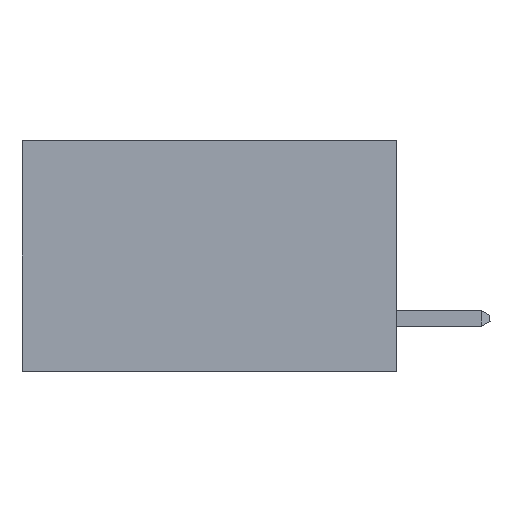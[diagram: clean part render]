
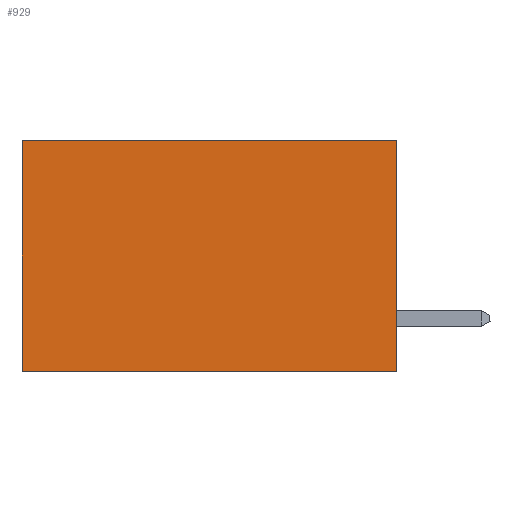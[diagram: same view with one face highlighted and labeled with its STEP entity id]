
A CAD part, left-side view. The second image highlights one B-rep face of the part: STEP entity #929.
In plain terms, the highlighted planar face has unit normal (-1, 0, 0).
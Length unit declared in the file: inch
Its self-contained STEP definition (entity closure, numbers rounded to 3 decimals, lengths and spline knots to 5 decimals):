
#876 = CARTESIAN_POINT ( 'NONE',  ( 0.298, 0.6, 0. ) ) ;
#929 = ADVANCED_FACE ( 'NONE', ( #19960 ), #23180, .F. ) ;
#1558 = VERTEX_POINT ( 'NONE', #3694 ) ;
#1568 = LINE ( 'NONE', #18275, #2855 ) ;
#2063 = LINE ( 'NONE', #876, #23749 ) ;
#2855 = VECTOR ( 'NONE', #20800, 39.37008 ) ;
#3561 = LINE ( 'NONE', #18770, #21458 ) ;
#3694 = CARTESIAN_POINT ( 'NONE',  ( 0.298, 0.6, 0. ) ) ;
#4571 = CARTESIAN_POINT ( 'NONE',  ( 0.298, 0., 0. ) ) ;
#5481 = EDGE_CURVE ( 'NONE', #1558, #9799, #2063, .T. ) ;
#5664 = EDGE_LOOP ( 'NONE', ( #11210, #24452, #20785, #17772 ) ) ;
#9799 = VERTEX_POINT ( 'NONE', #13908 ) ;
#10900 = EDGE_CURVE ( 'NONE', #18166, #19005, #25245, .T. ) ;
#11117 = CARTESIAN_POINT ( 'NONE',  ( 0.298, 0., 0. ) ) ;
#11201 = DIRECTION ( 'NONE',  ( 0., 0., -1. ) ) ;
#11210 = ORIENTED_EDGE ( 'NONE', *, *, #5481, .T. ) ;
#13908 = CARTESIAN_POINT ( 'NONE',  ( 0.298, 0.6, -0.37 ) ) ;
#16146 = CARTESIAN_POINT ( 'NONE',  ( 0.298, 0., 0. ) ) ;
#17772 = ORIENTED_EDGE ( 'NONE', *, *, #24957, .T. ) ;
#18166 = VERTEX_POINT ( 'NONE', #16146 ) ;
#18275 = CARTESIAN_POINT ( 'NONE',  ( 0.298, 0., 0. ) ) ;
#18770 = CARTESIAN_POINT ( 'NONE',  ( 0.298, 0., -0.37 ) ) ;
#18896 = DIRECTION ( 'NONE',  ( 0., 0., -1. ) ) ;
#19005 = VERTEX_POINT ( 'NONE', #20773 ) ;
#19106 = EDGE_CURVE ( 'NONE', #19005, #9799, #3561, .T. ) ;
#19393 = DIRECTION ( 'NONE',  ( 1., 0., 0. ) ) ;
#19960 = FACE_OUTER_BOUND ( 'NONE', #5664, .T. ) ;
#20773 = CARTESIAN_POINT ( 'NONE',  ( 0.298, 0., -0.37 ) ) ;
#20785 = ORIENTED_EDGE ( 'NONE', *, *, #10900, .F. ) ;
#20800 = DIRECTION ( 'NONE',  ( 0., 1., 0. ) ) ;
#21443 = VECTOR ( 'NONE', #22662, 39.37008 ) ;
#21458 = VECTOR ( 'NONE', #22982, 39.37008 ) ;
#22662 = DIRECTION ( 'NONE',  ( 0., 0., -1. ) ) ;
#22982 = DIRECTION ( 'NONE',  ( 0., 1., 0. ) ) ;
#23180 = PLANE ( 'NONE',  #24571 ) ;
#23749 = VECTOR ( 'NONE', #18896, 39.37008 ) ;
#24452 = ORIENTED_EDGE ( 'NONE', *, *, #19106, .F. ) ;
#24571 = AXIS2_PLACEMENT_3D ( 'NONE', #11117, #19393, #11201 ) ;
#24957 = EDGE_CURVE ( 'NONE', #18166, #1558, #1568, .T. ) ;
#25245 = LINE ( 'NONE', #4571, #21443 ) ;
